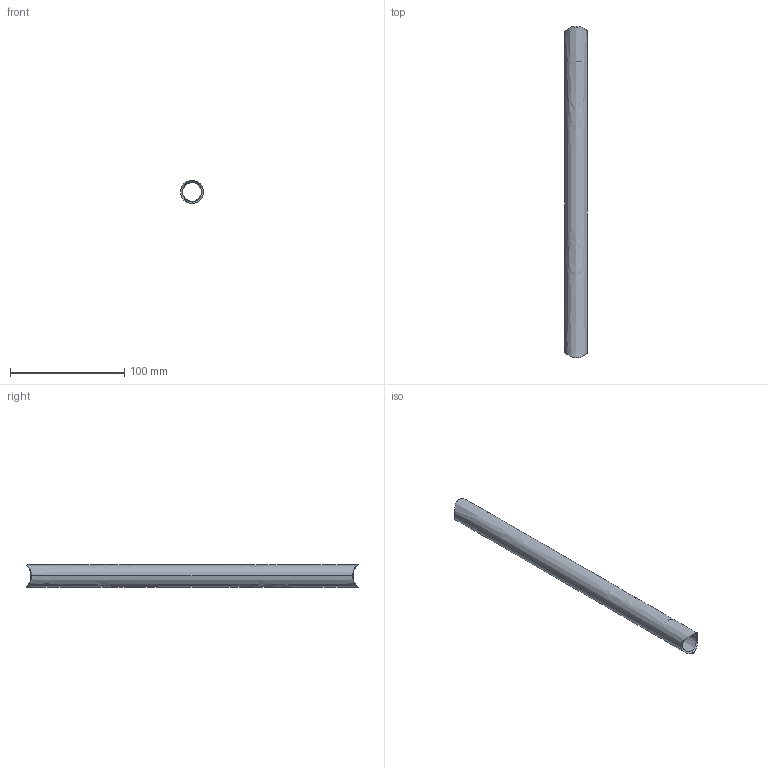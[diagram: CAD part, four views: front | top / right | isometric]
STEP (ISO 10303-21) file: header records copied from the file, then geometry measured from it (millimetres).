
FILE_DESCRIPTION(('CATIA V5 STEP Exchange'),'2;1');
FILE_NAME('104.stp','2018-12-01T17:27:41+00:00',('none'),('none'),'CATIA Version 5 Release 19 SP 2 (IN-10)','CATIA V5 STEP AP203','none');
FILE_SCHEMA(('CONFIG_CONTROL_DESIGN'));
Length unit declared in the file: millimetre
Products named in the file (1): Shape_741
Bounding box: 20 x 290.43 x 20 mm (x, y, z)
Volume: 24825.1 mm3; surface area: 33317.2 mm2
Topology: 1 solids, 1 shells, 19 faces, 52 edges, 33 vertices
Faces by surface type: bspline 13, cylinder 6
Entity records: 1163 total; most frequent: CARTESIAN_POINT 804, ORIENTED_EDGE 104, EDGE_CURVE 52, B_SPLINE_CURVE_WITH_KNOTS 38, VERTEX_POINT 33, ADVANCED_FACE 19, EDGE_LOOP 19, FACE_OUTER_BOUND 19
